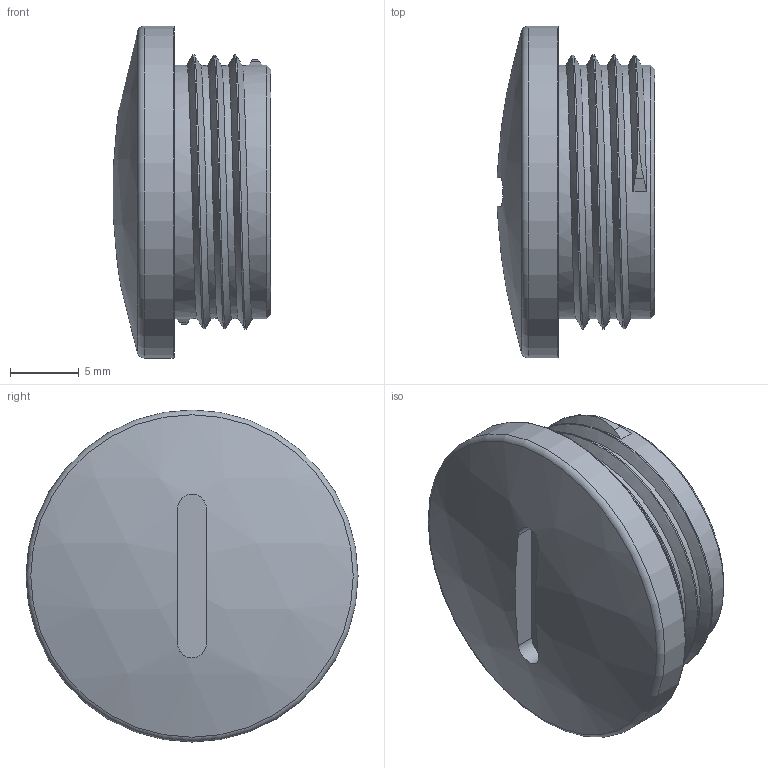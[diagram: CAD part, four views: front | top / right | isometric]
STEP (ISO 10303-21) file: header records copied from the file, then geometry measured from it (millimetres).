
FILE_DESCRIPTION(/* description */ ('Verschlussschraube M 20x1,5'),/* implementation_level */ '2;1');
FILE_NAME(/* name */ '13007520-RST.stp',/* time_stamp */ '2020-04-23T12:17:30+02:00',/* author */ ('sl'),/* organization */ (''),/* preprocessor_version */ 'ST-DEVELOPER v16.5',/* originating_system */ 'Autodesk Inventor 2017',/* authorisation */ '');
FILE_SCHEMA (('AUTOMOTIVE_DESIGN { 1 0 10303 214 3 1 1 }'));
Length unit declared in the file: millimetre
Products named in the file (1): 13007520
Bounding box: 11.45 x 24.08 x 24.08 mm (x, y, z)
Volume: 2053.9 mm3; surface area: 2174.7 mm2
Topology: 1 solids, 1 shells, 31 faces, 76 edges, 50 vertices
Faces by surface type: plane 12, cylinder 11, torus 4, bspline 2, cone 1, sphere 1
Full cylindrical faces by diameter (mm): 14.79 x1, 18.378 x4, 24.08 x1
Entity records: 1509 total; most frequent: CARTESIAN_POINT 885, DIRECTION 118, ORIENTED_EDGE 112, EDGE_CURVE 56, AXIS2_PLACEMENT_3D 49, VERTEX_POINT 40, EDGE_LOOP 38, FACE_OUTER_BOUND 28
